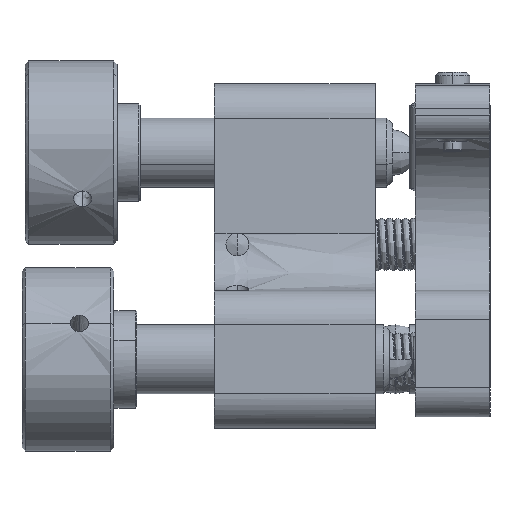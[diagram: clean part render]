
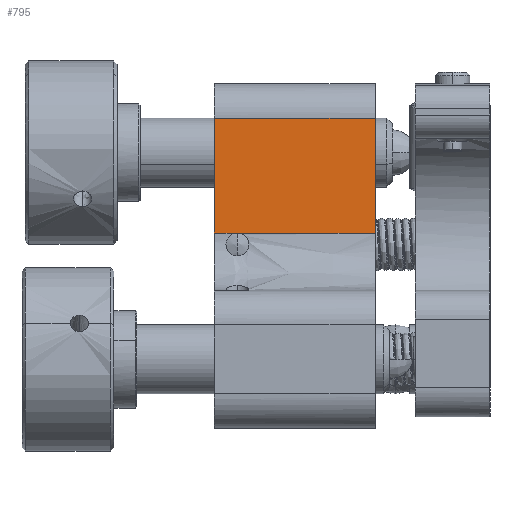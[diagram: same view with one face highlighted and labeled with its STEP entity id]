
A CAD part, left-side view. The second image highlights one B-rep face of the part: STEP entity #795.
In plain terms, the highlighted free-form (B-spline) face has degree [1, 1] with [2, 2] control points.
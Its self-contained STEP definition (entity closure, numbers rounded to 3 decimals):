
#795=ADVANCED_FACE('',(#1587),#28309,.T.);
#1587=FACE_OUTER_BOUND('',#2384,.T.);
#2384=EDGE_LOOP('',(#3355,#3356,#3357,#3358,#3359));
#3355=ORIENTED_EDGE('',*,*,#19483,.T.);
#3356=ORIENTED_EDGE('',*,*,#19405,.F.);
#3357=ORIENTED_EDGE('',*,*,#19402,.F.);
#3358=ORIENTED_EDGE('',*,*,#19484,.T.);
#3359=ORIENTED_EDGE('',*,*,#19481,.F.);
#7481=(
BOUNDED_CURVE()
B_SPLINE_CURVE(1,(#30258,#30259),.UNSPECIFIED.,.F.,.F.)
B_SPLINE_CURVE_WITH_KNOTS((2,2),(0.,12.),.UNSPECIFIED.)
CURVE()
GEOMETRIC_REPRESENTATION_ITEM()
RATIONAL_B_SPLINE_CURVE((1.,1.))
REPRESENTATION_ITEM('')
);
#7482=(
BOUNDED_CURVE()
B_SPLINE_CURVE(1,(#30340,#30341),.UNSPECIFIED.,.F.,.F.)
B_SPLINE_CURVE_WITH_KNOTS((2,2),(0.,2.),.UNSPECIFIED.)
CURVE()
GEOMETRIC_REPRESENTATION_ITEM()
RATIONAL_B_SPLINE_CURVE((1.,1.))
REPRESENTATION_ITEM('')
);
#7559=(
BOUNDED_CURVE()
B_SPLINE_CURVE(1,(#31024,#31025),.UNSPECIFIED.,.F.,.F.)
B_SPLINE_CURVE_WITH_KNOTS((2,2),(-14.,0.),.UNSPECIFIED.)
CURVE()
GEOMETRIC_REPRESENTATION_ITEM()
RATIONAL_B_SPLINE_CURVE((1.,1.))
REPRESENTATION_ITEM('')
);
#8689=PCURVE('',#28766,#12946);
#8692=PCURVE('',#28766,#12949);
#8799=PCURVE('',#28785,#13056);
#8802=PCURVE('',#28309,#13059);
#8803=PCURVE('',#28309,#13060);
#8804=PCURVE('',#28309,#13061);
#8805=PCURVE('',#28309,#13062);
#8806=PCURVE('',#28309,#13063);
#8842=PCURVE('',#28313,#13099);
#8868=PCURVE('',#28314,#13125);
#12946=DEFINITIONAL_REPRESENTATION('',(#21626),#109291);
#12949=DEFINITIONAL_REPRESENTATION('',(#21631),#109291);
#13056=DEFINITIONAL_REPRESENTATION('',(#21737),#109291);
#13059=DEFINITIONAL_REPRESENTATION('',(#21741),#109291);
#13060=DEFINITIONAL_REPRESENTATION('',(#21742),#109291);
#13061=DEFINITIONAL_REPRESENTATION('',(#21743),#109291);
#13062=DEFINITIONAL_REPRESENTATION('',(#21745),#109291);
#13063=DEFINITIONAL_REPRESENTATION('',(#21746),#109291);
#13099=DEFINITIONAL_REPRESENTATION('',(#21783),#109291);
#13125=DEFINITIONAL_REPRESENTATION('',(#21791),#109291);
#17196=SURFACE_CURVE('',#7481,(#8689,#8804),.PCURVE_S1.);
#17199=SURFACE_CURVE('',#7482,(#8692,#8803),.PCURVE_S1.);
#17275=SURFACE_CURVE('',#7559,(#8799,#8806),.PCURVE_S1.);
#17277=SURFACE_CURVE('',#21740,(#8802,#8868),.PCURVE_S1.);
#17278=SURFACE_CURVE('',#21744,(#8805,#8842),.PCURVE_S1.);
#19402=EDGE_CURVE('',#26876,#26877,#17196,.T.);
#19405=EDGE_CURVE('',#26877,#26879,#17199,.T.);
#19481=EDGE_CURVE('',#26932,#26933,#17275,.T.);
#19483=EDGE_CURVE('',#26932,#26879,#17277,.T.);
#19484=EDGE_CURVE('',#26876,#26933,#17278,.T.);
#21626=B_SPLINE_CURVE_WITH_KNOTS('',1,(#30260,#30261),.UNSPECIFIED.,.F.,
 .F.,(2,2),(0.,12.),.UNSPECIFIED.);
#21631=B_SPLINE_CURVE_WITH_KNOTS('',1,(#30342,#30343),.UNSPECIFIED.,.F.,
 .F.,(2,2),(0.,2.),.UNSPECIFIED.);
#21737=B_SPLINE_CURVE_WITH_KNOTS('',1,(#31026,#31027),.UNSPECIFIED.,.F.,
 .F.,(2,2),(-14.,0.),.UNSPECIFIED.);
#21740=B_SPLINE_CURVE_WITH_KNOTS('',1,(#31035,#31036),.UNSPECIFIED.,.F.,
 .F.,(2,2),(0.,10.),.UNSPECIFIED.);
#21741=B_SPLINE_CURVE_WITH_KNOTS('',1,(#31037,#31038),.UNSPECIFIED.,.F.,
 .F.,(2,2),(0.,10.),.UNSPECIFIED.);
#21742=B_SPLINE_CURVE_WITH_KNOTS('',1,(#31039,#31040),.UNSPECIFIED.,.F.,
 .F.,(2,2),(0.,2.),.UNSPECIFIED.);
#21743=B_SPLINE_CURVE_WITH_KNOTS('',1,(#31041,#31042),.UNSPECIFIED.,.F.,
 .F.,(2,2),(0.,12.),.UNSPECIFIED.);
#21744=B_SPLINE_CURVE_WITH_KNOTS('',1,(#31043,#31044),.UNSPECIFIED.,.F.,
 .F.,(2,2),(0.,10.),.UNSPECIFIED.);
#21745=B_SPLINE_CURVE_WITH_KNOTS('',1,(#31045,#31046),.UNSPECIFIED.,.F.,
 .F.,(2,2),(0.,10.),.UNSPECIFIED.);
#21746=B_SPLINE_CURVE_WITH_KNOTS('',1,(#31047,#31048),.UNSPECIFIED.,.F.,
 .F.,(2,2),(-14.,0.),.UNSPECIFIED.);
#21783=B_SPLINE_CURVE_WITH_KNOTS('',1,(#31171,#31172),.UNSPECIFIED.,.F.,
 .F.,(2,2),(0.,10.),.UNSPECIFIED.);
#21791=B_SPLINE_CURVE_WITH_KNOTS('',1,(#31271,#31272),.UNSPECIFIED.,.F.,
 .F.,(2,2),(0.,10.),.UNSPECIFIED.);
#26876=VERTEX_POINT('',#29934);
#26877=VERTEX_POINT('',#29935);
#26879=VERTEX_POINT('',#29937);
#26932=VERTEX_POINT('',#29990);
#26933=VERTEX_POINT('',#29991);
#28309=B_SPLINE_SURFACE_WITH_KNOTS('',1,1,((#29770,#29771),(#29772,#29773)),
 .UNSPECIFIED.,.F.,.F.,.F.,(2,2),(2,2),(0.,12.24),(-17.04,
0.),.UNSPECIFIED.);
#28313=B_SPLINE_SURFACE_WITH_KNOTS('',1,1,((#29840,#29841),(#29842,#29843)),
 .UNSPECIFIED.,.F.,.F.,.F.,(2,2),(2,2),(0.,36.24),(0.,
36.24),.UNSPECIFIED.);
#28314=B_SPLINE_SURFACE_WITH_KNOTS('',1,1,((#29844,#29845),(#29846,#29847)),
 .UNSPECIFIED.,.F.,.F.,.F.,(2,2),(2,2),(-36.24,0.),(0.,
36.24),.UNSPECIFIED.);
#28766=(
BOUNDED_SURFACE()
B_SPLINE_SURFACE(1,2,((#29438,#29439,#29440,#29441,#29442,#29443,#29444,
#29445,#29446),(#29447,#29448,#29449,#29450,#29451,#29452,#29453,#29454,
#29455)),.UNSPECIFIED.,.F.,.F.,.F.)
B_SPLINE_SURFACE_WITH_KNOTS((2,2),(3,2,2,2,3),(0.,17.04),(0.,1.571,
3.142,4.712,6.283),.UNSPECIFIED.)
GEOMETRIC_REPRESENTATION_ITEM()
RATIONAL_B_SPLINE_SURFACE(((1.,0.707,1.,0.707,1.,
0.707,1.,0.707,1.),(1.,0.707,1.,0.707,
1.,0.707,1.,0.707,1.)))
REPRESENTATION_ITEM('')
SURFACE()
);
#28785=(
BOUNDED_SURFACE()
B_SPLINE_SURFACE(2,1,((#29752,#29753),(#29754,#29755),(#29756,#29757),(#29758,
#29759),(#29760,#29761),(#29762,#29763),(#29764,#29765),(#29766,#29767),
(#29768,#29769)),.UNSPECIFIED.,.T.,.F.,.F.)
B_SPLINE_SURFACE_WITH_KNOTS((3,2,2,2,3),(2,2),(0.,1.571,3.142,
4.712,6.283),(0.,17.04),.UNSPECIFIED.)
GEOMETRIC_REPRESENTATION_ITEM()
RATIONAL_B_SPLINE_SURFACE(((1.,1.),(0.707,0.707),
(1.,1.),(0.707,0.707),(1.,1.),(0.707,
0.707),(1.,1.),(0.707,0.707),(1.,1.)))
REPRESENTATION_ITEM('')
SURFACE()
);
#29438=CARTESIAN_POINT('',(73.5,-7.88,8.48));
#29439=CARTESIAN_POINT('',(68.5,-7.88,8.48));
#29440=CARTESIAN_POINT('',(68.5,-12.88,8.48));
#29441=CARTESIAN_POINT('',(68.5,-17.88,8.48));
#29442=CARTESIAN_POINT('',(73.5,-17.88,8.48));
#29443=CARTESIAN_POINT('',(78.5,-17.88,8.48));
#29444=CARTESIAN_POINT('',(78.5,-12.88,8.48));
#29445=CARTESIAN_POINT('',(78.5,-7.88,8.48));
#29446=CARTESIAN_POINT('',(73.5,-7.88,8.48));
#29447=CARTESIAN_POINT('',(73.5,-7.88,25.52));
#29448=CARTESIAN_POINT('',(68.5,-7.88,25.52));
#29449=CARTESIAN_POINT('',(68.5,-12.88,25.52));
#29450=CARTESIAN_POINT('',(68.5,-17.88,25.52));
#29451=CARTESIAN_POINT('',(73.5,-17.88,25.52));
#29452=CARTESIAN_POINT('',(78.5,-17.88,25.52));
#29453=CARTESIAN_POINT('',(78.5,-12.88,25.52));
#29454=CARTESIAN_POINT('',(78.5,-7.88,25.52));
#29455=CARTESIAN_POINT('',(73.5,-7.88,25.52));
#29752=CARTESIAN_POINT('',(65.5,-5.88,8.48));
#29753=CARTESIAN_POINT('',(65.5,-5.88,25.52));
#29754=CARTESIAN_POINT('',(68.5,-5.88,8.48));
#29755=CARTESIAN_POINT('',(68.5,-5.88,25.52));
#29756=CARTESIAN_POINT('',(68.5,-2.88,8.48));
#29757=CARTESIAN_POINT('',(68.5,-2.88,25.52));
#29758=CARTESIAN_POINT('',(68.5,0.12,8.48));
#29759=CARTESIAN_POINT('',(68.5,0.12,25.52));
#29760=CARTESIAN_POINT('',(65.5,0.12,8.48));
#29761=CARTESIAN_POINT('',(65.5,0.12,25.52));
#29762=CARTESIAN_POINT('',(62.5,0.12,8.48));
#29763=CARTESIAN_POINT('',(62.5,0.12,25.52));
#29764=CARTESIAN_POINT('',(62.5,-2.88,8.48));
#29765=CARTESIAN_POINT('',(62.5,-2.88,25.52));
#29766=CARTESIAN_POINT('',(62.5,-5.88,8.48));
#29767=CARTESIAN_POINT('',(62.5,-5.88,25.52));
#29768=CARTESIAN_POINT('',(65.5,-5.88,8.48));
#29769=CARTESIAN_POINT('',(65.5,-5.88,25.52));
#29770=CARTESIAN_POINT('',(68.5,-14.,8.48));
#29771=CARTESIAN_POINT('',(68.5,-14.,25.52));
#29772=CARTESIAN_POINT('',(68.5,-1.76,8.48));
#29773=CARTESIAN_POINT('',(68.5,-1.76,25.52));
#29840=CARTESIAN_POINT('',(89.62,-33.,10.));
#29841=CARTESIAN_POINT('',(89.62,3.24,10.));
#29842=CARTESIAN_POINT('',(53.38,-33.,10.));
#29843=CARTESIAN_POINT('',(53.38,3.24,10.));
#29844=CARTESIAN_POINT('',(53.38,-33.,24.));
#29845=CARTESIAN_POINT('',(53.38,3.24,24.));
#29846=CARTESIAN_POINT('',(89.62,-33.,24.));
#29847=CARTESIAN_POINT('',(89.62,3.24,24.));
#29934=CARTESIAN_POINT('',(68.5,-12.88,10.));
#29935=CARTESIAN_POINT('',(68.5,-12.88,22.));
#29937=CARTESIAN_POINT('',(68.5,-12.88,24.));
#29990=CARTESIAN_POINT('',(68.5,-2.88,24.));
#29991=CARTESIAN_POINT('',(68.5,-2.88,10.));
#30258=CARTESIAN_POINT('',(68.5,-12.88,10.));
#30259=CARTESIAN_POINT('',(68.5,-12.88,22.));
#30260=CARTESIAN_POINT('',(1.52,1.571));
#30261=CARTESIAN_POINT('',(13.52,1.571));
#30340=CARTESIAN_POINT('',(68.5,-12.88,22.));
#30341=CARTESIAN_POINT('',(68.5,-12.88,24.));
#30342=CARTESIAN_POINT('',(13.52,1.571));
#30343=CARTESIAN_POINT('',(15.52,1.571));
#31024=CARTESIAN_POINT('',(68.5,-2.88,24.));
#31025=CARTESIAN_POINT('',(68.5,-2.88,10.));
#31026=CARTESIAN_POINT('',(1.571,15.52));
#31027=CARTESIAN_POINT('',(1.571,1.52));
#31035=CARTESIAN_POINT('',(68.5,-2.88,24.));
#31036=CARTESIAN_POINT('',(68.5,-12.88,24.));
#31037=CARTESIAN_POINT('',(11.12,-1.52));
#31038=CARTESIAN_POINT('',(1.12,-1.52));
#31039=CARTESIAN_POINT('',(1.12,-3.52));
#31040=CARTESIAN_POINT('',(1.12,-1.52));
#31041=CARTESIAN_POINT('',(1.12,-15.52));
#31042=CARTESIAN_POINT('',(1.12,-3.52));
#31043=CARTESIAN_POINT('',(68.5,-12.88,10.));
#31044=CARTESIAN_POINT('',(68.5,-2.88,10.));
#31045=CARTESIAN_POINT('',(1.12,-15.52));
#31046=CARTESIAN_POINT('',(11.12,-15.52));
#31047=CARTESIAN_POINT('',(11.12,-1.52));
#31048=CARTESIAN_POINT('',(11.12,-15.52));
#31171=CARTESIAN_POINT('',(21.12,20.12));
#31172=CARTESIAN_POINT('',(21.12,30.12));
#31271=CARTESIAN_POINT('',(-21.12,30.12));
#31272=CARTESIAN_POINT('',(-21.12,20.12));
#109291=(
GEOMETRIC_REPRESENTATION_CONTEXT(2)
PARAMETRIC_REPRESENTATION_CONTEXT()
REPRESENTATION_CONTEXT('pspace','')
);
